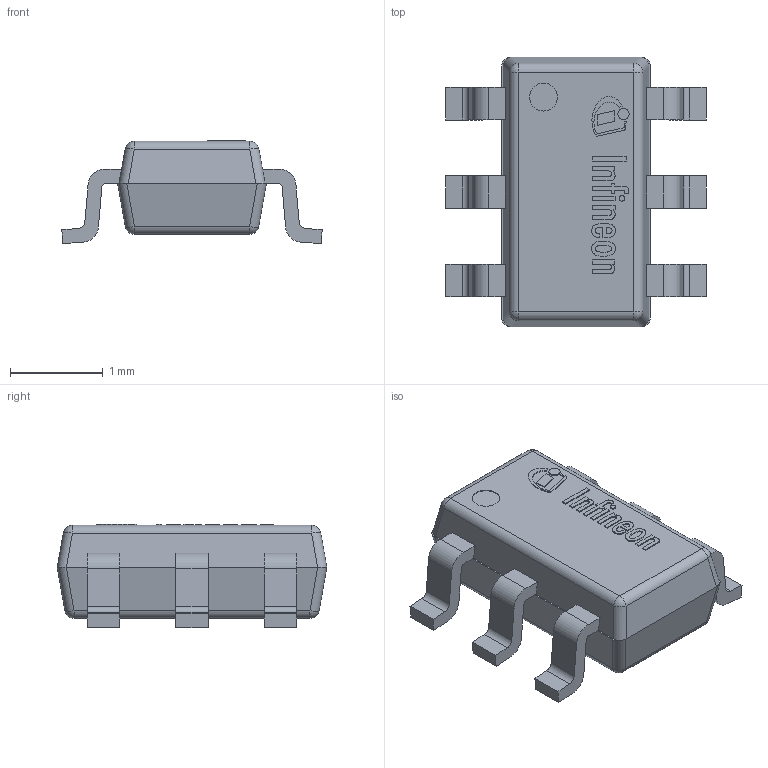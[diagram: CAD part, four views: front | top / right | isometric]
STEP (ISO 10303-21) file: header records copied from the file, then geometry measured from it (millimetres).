
FILE_DESCRIPTION(/* description */ (''),/* implementation_level */ '2;1');
FILE_NAME(/* name */ 'PG-TSOP6-6-8_Z8B00183695_V03_3D.stp',/* time_stamp */ '2019-06-20T11:43:50+05:00',/* author */ ('janartha'),/* organization */ (''),/* preprocessor_version */ 'ST-DEVELOPER v16.13',/* originating_system */ 'AutoCAD Mechanical',/* authorisation */ '');
FILE_SCHEMA (('AUTOMOTIVE_DESIGN { 1 0 10303 214 3 1 1 }'));
Length unit declared in the file: millimetre
Products named in the file (1): Product
Bounding box: 2.8 x 2.9 x 1.11 mm (x, y, z)
Volume: 4.5 mm3; surface area: 33.1 mm2
Topology: 21 solids, 21 shells, 233 faces, 547 edges, 358 vertices
Faces by surface type: plane 164, cylinder 45, bspline 16, sphere 8
Full cylindrical faces by diameter (mm): 0.06 x1, 0.122 x1, 0.3 x2
Entity records: 6871 total; most frequent: CARTESIAN_POINT 1563, ORIENTED_EDGE 1084, DIRECTION 1037, EDGE_CURVE 542, LINE 421, VECTOR 421, VERTEX_POINT 356, AXIS2_PLACEMENT_3D 308
